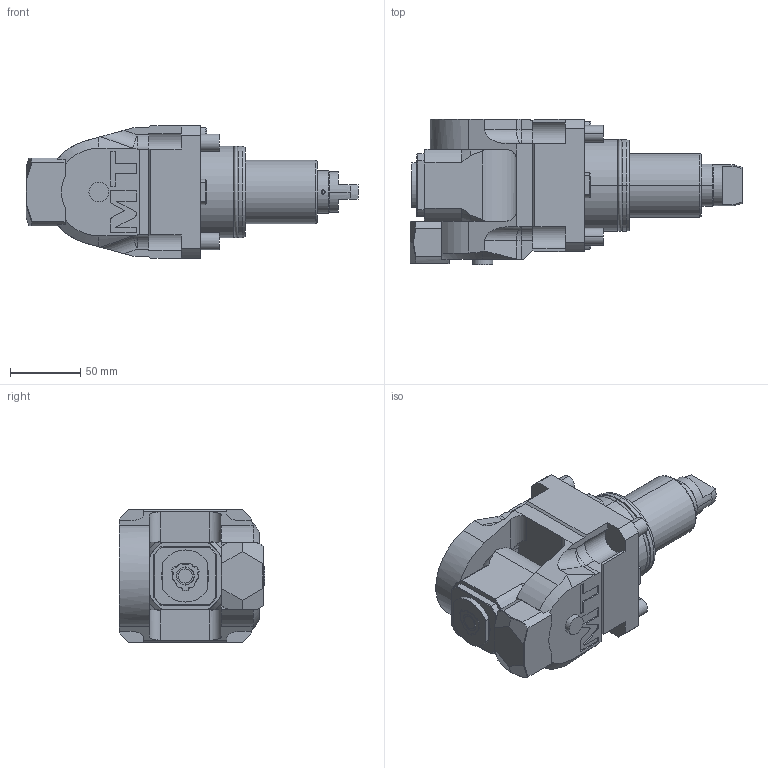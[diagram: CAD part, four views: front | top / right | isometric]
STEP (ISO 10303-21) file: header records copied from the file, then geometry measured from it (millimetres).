
FILE_DESCRIPTION((''),'2;1');
FILE_NAME('DWO1945416_CONF','2024-12-11T16:26:18',('smalpassi'),('M.T. srl'),'CREO PARAMETRIC BY PTC INC, 2023352','CREO PARAMETRIC BY PTC INC, 2023352','');
FILE_SCHEMA(('CONFIG_CONTROL_DESIGN'));
Length unit declared in the file: millimetre
Products named in the file (1): DWO1945416_CONF
Bounding box: 235.7 x 103.5 x 94 mm (x, y, z)
Volume: 958673.1 mm3; surface area: 93694.9 mm2
Topology: 1 solids, 1 shells, 397 faces, 1002 edges, 640 vertices
Faces by surface type: plane 180, cylinder 123, cone 53, bspline 16, torus 15, sphere 6, extrusion 4
Entity records: 13460 total; most frequent: CARTESIAN_POINT 4058, ORIENTED_EDGE 2004, DIRECTION 1858, EDGE_CURVE 1002, AXIS2_PLACEMENT_3D 670, VERTEX_POINT 640, VECTOR 518, LINE 514
